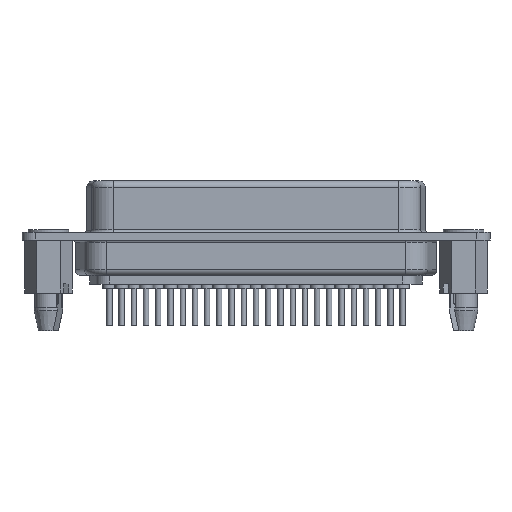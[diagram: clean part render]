
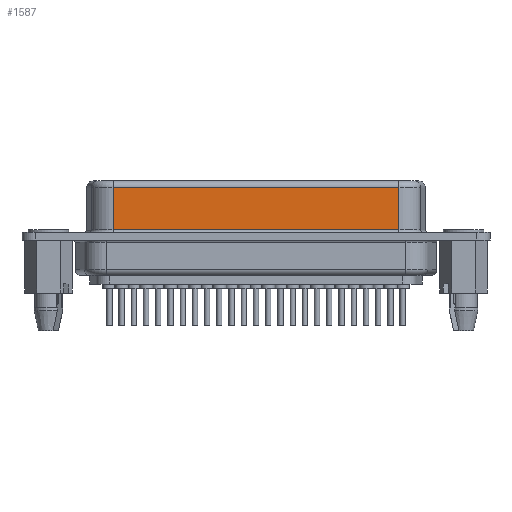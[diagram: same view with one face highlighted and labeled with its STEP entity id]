
A CAD part, front view. The second image highlights one B-rep face of the part: STEP entity #1587.
In plain terms, the highlighted planar face has unit normal (0, -1, 0).
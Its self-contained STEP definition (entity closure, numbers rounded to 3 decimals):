
#1587 = ADVANCED_FACE ( 'NONE', ( #7715 ), #4899, .F. ) ;
#1991 = ORIENTED_EDGE ( 'NONE', *, *, #7614, .T. ) ;
#2335 = ORIENTED_EDGE ( 'NONE', *, *, #7383, .F. ) ;
#2436 = ORIENTED_EDGE ( 'NONE', *, *, #7999, .T. ) ;
#2449 = EDGE_LOOP ( 'NONE', ( #2490, #2436, #2335, #1991 ) ) ;
#2490 = ORIENTED_EDGE ( 'NONE', *, *, #7256, .T. ) ;
#3091 = CARTESIAN_POINT ( 'NONE',  ( -16.179, -3.95, 6.25 ) ) ;
#3092 = DIRECTION ( 'NONE',  ( 0., 0., -1. ) ) ;
#3227 = CARTESIAN_POINT ( 'NONE',  ( 16.179, -3.95, 6.25 ) ) ;
#3228 = DIRECTION ( 'NONE',  ( 0., 0., -1. ) ) ;
#3416 = CARTESIAN_POINT ( 'NONE',  ( -16.179, -3.95, 5.5 ) ) ;
#3417 = DIRECTION ( 'NONE',  ( -1., 0., 0. ) ) ;
#4897 = CARTESIAN_POINT ( 'NONE',  ( -16.179, -3.95, 6.25 ) ) ;
#4899 = PLANE ( 'NONE',  #6358 ) ;
#4901 = DIRECTION ( 'NONE',  ( 0., 1., 0. ) ) ;
#4902 = DIRECTION ( 'NONE',  ( 0., 0., 1. ) ) ;
#6358 = AXIS2_PLACEMENT_3D ( 'NONE', #4897, #4901, #4902 ) ;
#7256 = EDGE_CURVE ( 'NONE', #11672, #11671, #12277, .T. ) ;
#7383 = EDGE_CURVE ( 'NONE', #11670, #11669, #11876, .T. ) ;
#7614 = EDGE_CURVE ( 'NONE', #11670, #11672, #12087, .T. ) ;
#7715 = FACE_OUTER_BOUND ( 'NONE', #2449, .T. ) ;
#7999 = EDGE_CURVE ( 'NONE', #11671, #11669, #11717, .T. ) ;
#9722 = CARTESIAN_POINT ( 'NONE',  ( 16.179, -3.95, 0.7 ) ) ;
#9723 = DIRECTION ( 'NONE',  ( 1., 0., 0. ) ) ;
#10475 = CARTESIAN_POINT ( 'NONE',  ( 16.179, -3.95, 0.7 ) ) ;
#10476 = CARTESIAN_POINT ( 'NONE',  ( 16.179, -3.95, 5.5 ) ) ;
#10477 = CARTESIAN_POINT ( 'NONE',  ( -16.179, -3.95, 0.7 ) ) ;
#10478 = CARTESIAN_POINT ( 'NONE',  ( -16.179, -3.95, 5.5 ) ) ;
#11669 = VERTEX_POINT ( 'NONE', #10475 ) ;
#11670 = VERTEX_POINT ( 'NONE', #10476 ) ;
#11671 = VERTEX_POINT ( 'NONE', #10477 ) ;
#11672 = VERTEX_POINT ( 'NONE', #10478 ) ;
#11717 = LINE ( 'NONE', #9722, #11896 ) ;
#11751 = VECTOR ( 'NONE', #3092, 1000. ) ;
#11876 = LINE ( 'NONE', #3227, #11971 ) ;
#11896 = VECTOR ( 'NONE', #9723, 1000. ) ;
#11971 = VECTOR ( 'NONE', #3228, 1000. ) ;
#12087 = LINE ( 'NONE', #3416, #12233 ) ;
#12233 = VECTOR ( 'NONE', #3417, 1000. ) ;
#12277 = LINE ( 'NONE', #3091, #11751 ) ;
